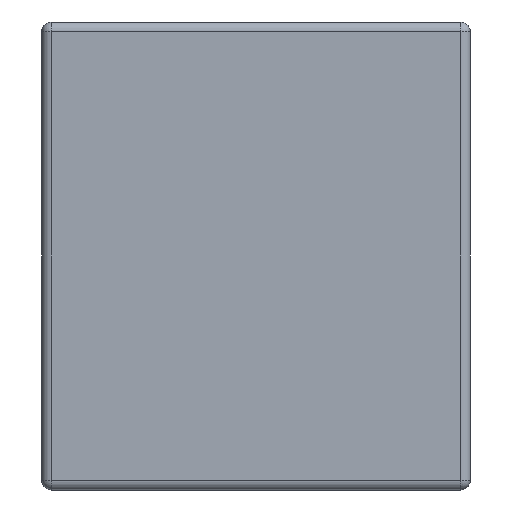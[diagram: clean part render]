
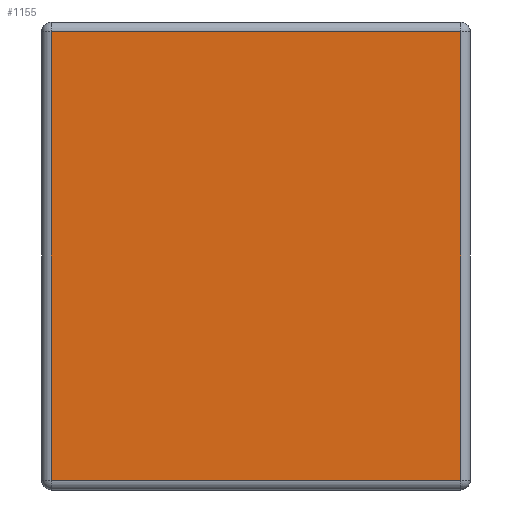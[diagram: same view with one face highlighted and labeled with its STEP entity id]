
A CAD part, left-side view. The second image highlights one B-rep face of the part: STEP entity #1155.
In plain terms, the highlighted planar face has unit normal (-1, 0, 0).
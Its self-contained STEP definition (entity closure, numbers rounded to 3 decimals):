
#180 = DIRECTION ( 'NONE',  ( 0., 0., -1. ) ) ;
#212 = EDGE_CURVE ( 'NONE', #340, #1951, #3397, .T. ) ;
#340 = VERTEX_POINT ( 'NONE', #4535 ) ;
#496 = CARTESIAN_POINT ( 'NONE',  ( 0., 0., -0.93 ) ) ;
#506 = CARTESIAN_POINT ( 'NONE',  ( 0., 0.02, -0.02 ) ) ;
#881 = LINE ( 'NONE', #2304, #3722 ) ;
#889 = CARTESIAN_POINT ( 'NONE',  ( 0., 0., 0. ) ) ;
#896 = DIRECTION ( 'NONE',  ( 0., 1., 0. ) ) ;
#1155 = ADVANCED_FACE ( 'NONE', ( #1962 ), #2636, .T. ) ;
#1202 = LINE ( 'NONE', #2646, #4169 ) ;
#1360 = ORIENTED_EDGE ( 'NONE', *, *, #3978, .T. ) ;
#1460 = CARTESIAN_POINT ( 'NONE',  ( 0., 0.85, -0.93 ) ) ;
#1589 = DIRECTION ( 'NONE',  ( 0., 0., 1. ) ) ;
#1756 = VERTEX_POINT ( 'NONE', #3608 ) ;
#1795 = EDGE_LOOP ( 'NONE', ( #2410, #4318, #1360, #2517 ) ) ;
#1951 = VERTEX_POINT ( 'NONE', #1460 ) ;
#1962 = FACE_OUTER_BOUND ( 'NONE', #1795, .T. ) ;
#2304 = CARTESIAN_POINT ( 'NONE',  ( 0., 0.02, 0. ) ) ;
#2410 = ORIENTED_EDGE ( 'NONE', *, *, #4134, .T. ) ;
#2517 = ORIENTED_EDGE ( 'NONE', *, *, #212, .T. ) ;
#2636 = PLANE ( 'NONE',  #2807 ) ;
#2646 = CARTESIAN_POINT ( 'NONE',  ( 0., 0.87, -0.02 ) ) ;
#2688 = DIRECTION ( 'NONE',  ( 0., 0., 1. ) ) ;
#2807 = AXIS2_PLACEMENT_3D ( 'NONE', #889, #2999, #2688 ) ;
#2999 = DIRECTION ( 'NONE',  ( -1., 0., 0. ) ) ;
#3308 = EDGE_CURVE ( 'NONE', #1756, #3310, #881, .T. ) ;
#3310 = VERTEX_POINT ( 'NONE', #506 ) ;
#3397 = LINE ( 'NONE', #3773, #4321 ) ;
#3432 = VECTOR ( 'NONE', #4494, 1000. ) ;
#3608 = CARTESIAN_POINT ( 'NONE',  ( 0., 0.02, -0.93 ) ) ;
#3722 = VECTOR ( 'NONE', #1589, 1000. ) ;
#3773 = CARTESIAN_POINT ( 'NONE',  ( 0., 0.85, -0.95 ) ) ;
#3978 = EDGE_CURVE ( 'NONE', #3310, #340, #1202, .T. ) ;
#4113 = LINE ( 'NONE', #496, #3432 ) ;
#4134 = EDGE_CURVE ( 'NONE', #1951, #1756, #4113, .T. ) ;
#4169 = VECTOR ( 'NONE', #896, 1000. ) ;
#4318 = ORIENTED_EDGE ( 'NONE', *, *, #3308, .T. ) ;
#4321 = VECTOR ( 'NONE', #180, 1000. ) ;
#4494 = DIRECTION ( 'NONE',  ( 0., -1., 0. ) ) ;
#4535 = CARTESIAN_POINT ( 'NONE',  ( 0., 0.85, -0.02 ) ) ;
